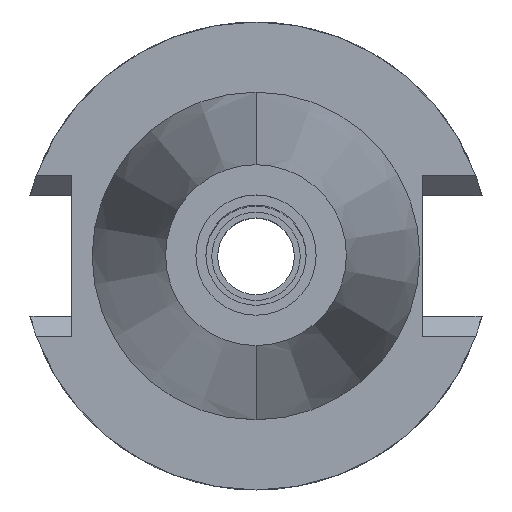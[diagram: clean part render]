
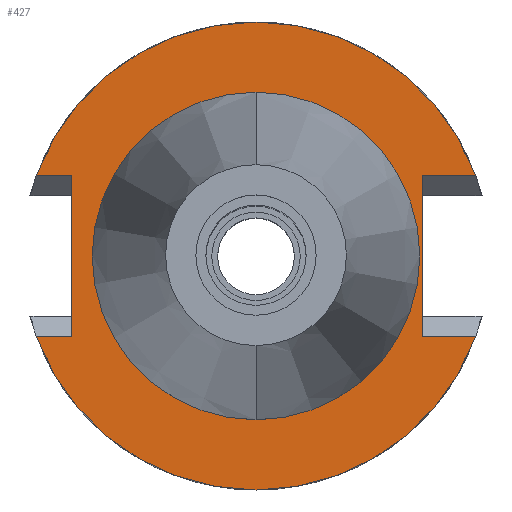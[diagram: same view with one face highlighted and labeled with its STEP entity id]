
A CAD part, top view. The second image highlights one B-rep face of the part: STEP entity #427.
In plain terms, the highlighted planar face has unit normal (0, 0, 1).
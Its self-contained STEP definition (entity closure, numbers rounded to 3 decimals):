
#18 = VECTOR ( 'NONE', #976, 1000. ) ;
#29 = EDGE_CURVE ( 'NONE', #2788, #1048, #924, .T. ) ;
#44 = AXIS2_PLACEMENT_3D ( 'NONE', #1889, #3265, #1681 ) ;
#45 = VERTEX_POINT ( 'NONE', #2472 ) ;
#61 = ORIENTED_EDGE ( 'NONE', *, *, #926, .F. ) ;
#86 = CARTESIAN_POINT ( 'NONE',  ( -29.824, -10.89, -1. ) ) ;
#99 = DIRECTION ( 'NONE',  ( 0., -1., 0. ) ) ;
#171 = CARTESIAN_POINT ( 'NONE',  ( 22.57, -10.89, -1. ) ) ;
#197 = VECTOR ( 'NONE', #99, 1000. ) ;
#267 = EDGE_CURVE ( 'NONE', #2774, #1917, #1818, .T. ) ;
#273 = CARTESIAN_POINT ( 'NONE',  ( 0., 0., -1. ) ) ;
#291 = CARTESIAN_POINT ( 'NONE',  ( 0., 0., -1. ) ) ;
#316 = CIRCLE ( 'NONE', #2529, 22.225 ) ;
#321 = LINE ( 'NONE', #338, #2744 ) ;
#338 = CARTESIAN_POINT ( 'NONE',  ( 22.57, 10.89, -1. ) ) ;
#382 = EDGE_CURVE ( 'NONE', #1072, #45, #316, .T. ) ;
#394 = CARTESIAN_POINT ( 'NONE',  ( 29.824, -10.89, -1. ) ) ;
#427 = ADVANCED_FACE ( 'NONE', ( #2414, #1394 ), #577, .F. ) ;
#535 = DIRECTION ( 'NONE',  ( 0., 1., 0. ) ) ;
#577 = PLANE ( 'NONE',  #44 ) ;
#584 = CARTESIAN_POINT ( 'NONE',  ( -24.98, 10.89, -1. ) ) ;
#661 = EDGE_CURVE ( 'NONE', #863, #1917, #1750, .T. ) ;
#707 = DIRECTION ( 'NONE',  ( 1., 0., 0. ) ) ;
#743 = CARTESIAN_POINT ( 'NONE',  ( 0., 0., -1. ) ) ;
#793 = AXIS2_PLACEMENT_3D ( 'NONE', #291, #2125, #3368 ) ;
#820 = ORIENTED_EDGE ( 'NONE', *, *, #267, .F. ) ;
#857 = EDGE_CURVE ( 'NONE', #1459, #1048, #2562, .T. ) ;
#863 = VERTEX_POINT ( 'NONE', #2084 ) ;
#924 = LINE ( 'NONE', #2998, #2371 ) ;
#926 = EDGE_CURVE ( 'NONE', #45, #1072, #2076, .T. ) ;
#976 = DIRECTION ( 'NONE',  ( -1., 0., 0. ) ) ;
#1048 = VERTEX_POINT ( 'NONE', #1728 ) ;
#1067 = ORIENTED_EDGE ( 'NONE', *, *, #661, .T. ) ;
#1072 = VERTEX_POINT ( 'NONE', #1698 ) ;
#1183 = CARTESIAN_POINT ( 'NONE',  ( -24.98, 10.89, -1. ) ) ;
#1206 = AXIS2_PLACEMENT_3D ( 'NONE', #273, #1283, #535 ) ;
#1236 = CARTESIAN_POINT ( 'NONE',  ( -24.98, -10.89, -1. ) ) ;
#1267 = DIRECTION ( 'NONE',  ( 0., 1., 0. ) ) ;
#1283 = DIRECTION ( 'NONE',  ( 0., 0., -1. ) ) ;
#1302 = DIRECTION ( 'NONE',  ( 0., -1., 0. ) ) ;
#1311 = CARTESIAN_POINT ( 'NONE',  ( -24.98, 10.89, -1. ) ) ;
#1363 = DIRECTION ( 'NONE',  ( 0., -1., 0. ) ) ;
#1394 = FACE_BOUND ( 'NONE', #3100, .T. ) ;
#1459 = VERTEX_POINT ( 'NONE', #1615 ) ;
#1527 = AXIS2_PLACEMENT_3D ( 'NONE', #743, #2556, #1267 ) ;
#1547 = ORIENTED_EDGE ( 'NONE', *, *, #382, .F. ) ;
#1562 = DIRECTION ( 'NONE',  ( 0., 0., 1. ) ) ;
#1615 = CARTESIAN_POINT ( 'NONE',  ( -29.824, 10.89, -1. ) ) ;
#1631 = DIRECTION ( 'NONE',  ( 1., 0., 0. ) ) ;
#1681 = DIRECTION ( 'NONE',  ( 0., -1., 0. ) ) ;
#1698 = CARTESIAN_POINT ( 'NONE',  ( 0., -22.225, -1. ) ) ;
#1728 = CARTESIAN_POINT ( 'NONE',  ( 29.824, 10.89, -1. ) ) ;
#1750 = LINE ( 'NONE', #1236, #18 ) ;
#1787 = CARTESIAN_POINT ( 'NONE',  ( 0., 0., -1. ) ) ;
#1818 = CIRCLE ( 'NONE', #793, 31.75 ) ;
#1889 = CARTESIAN_POINT ( 'NONE',  ( 0., 0., -1. ) ) ;
#1899 = CARTESIAN_POINT ( 'NONE',  ( 22.57, 10.89, -1. ) ) ;
#1917 = VERTEX_POINT ( 'NONE', #86 ) ;
#1932 = ORIENTED_EDGE ( 'NONE', *, *, #3068, .F. ) ;
#1955 = EDGE_LOOP ( 'NONE', ( #3141, #2308, #1932, #2822, #1067, #820, #2506, #2493 ) ) ;
#2076 = CIRCLE ( 'NONE', #1527, 22.225 ) ;
#2084 = CARTESIAN_POINT ( 'NONE',  ( -24.98, -10.89, -1. ) ) ;
#2125 = DIRECTION ( 'NONE',  ( 0., 0., -1. ) ) ;
#2227 = EDGE_CURVE ( 'NONE', #3145, #2774, #2260, .T. ) ;
#2260 = LINE ( 'NONE', #171, #2571 ) ;
#2270 = VERTEX_POINT ( 'NONE', #1183 ) ;
#2308 = ORIENTED_EDGE ( 'NONE', *, *, #857, .F. ) ;
#2371 = VECTOR ( 'NONE', #1631, 1000. ) ;
#2414 = FACE_OUTER_BOUND ( 'NONE', #1955, .T. ) ;
#2472 = CARTESIAN_POINT ( 'NONE',  ( 0., 22.225, -1. ) ) ;
#2493 = ORIENTED_EDGE ( 'NONE', *, *, #3300, .F. ) ;
#2506 = ORIENTED_EDGE ( 'NONE', *, *, #2227, .F. ) ;
#2529 = AXIS2_PLACEMENT_3D ( 'NONE', #1787, #1562, #1302 ) ;
#2556 = DIRECTION ( 'NONE',  ( 0., 0., 1. ) ) ;
#2562 = CIRCLE ( 'NONE', #1206, 31.75 ) ;
#2566 = CARTESIAN_POINT ( 'NONE',  ( 22.57, -10.89, -1. ) ) ;
#2571 = VECTOR ( 'NONE', #707, 1000. ) ;
#2587 = LINE ( 'NONE', #1311, #2633 ) ;
#2633 = VECTOR ( 'NONE', #2819, 1000. ) ;
#2744 = VECTOR ( 'NONE', #1363, 1000. ) ;
#2774 = VERTEX_POINT ( 'NONE', #394 ) ;
#2788 = VERTEX_POINT ( 'NONE', #1899 ) ;
#2819 = DIRECTION ( 'NONE',  ( -1., 0., 0. ) ) ;
#2822 = ORIENTED_EDGE ( 'NONE', *, *, #3276, .T. ) ;
#2932 = LINE ( 'NONE', #584, #197 ) ;
#2998 = CARTESIAN_POINT ( 'NONE',  ( 22.57, 10.89, -1. ) ) ;
#3068 = EDGE_CURVE ( 'NONE', #2270, #1459, #2587, .T. ) ;
#3100 = EDGE_LOOP ( 'NONE', ( #61, #1547 ) ) ;
#3141 = ORIENTED_EDGE ( 'NONE', *, *, #29, .T. ) ;
#3145 = VERTEX_POINT ( 'NONE', #2566 ) ;
#3265 = DIRECTION ( 'NONE',  ( 0., 0., -1. ) ) ;
#3276 = EDGE_CURVE ( 'NONE', #2270, #863, #2932, .T. ) ;
#3300 = EDGE_CURVE ( 'NONE', #2788, #3145, #321, .T. ) ;
#3368 = DIRECTION ( 'NONE',  ( 0., -1., 0. ) ) ;
